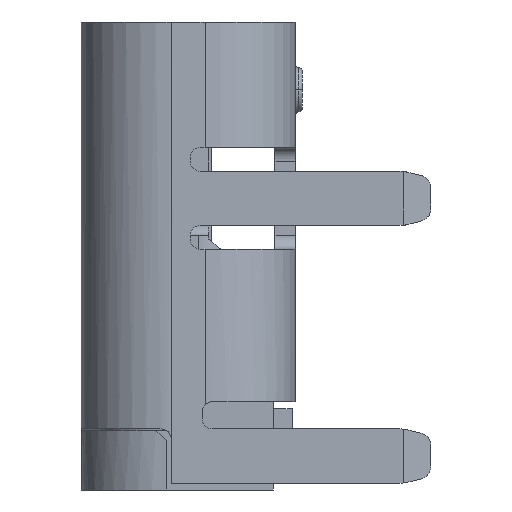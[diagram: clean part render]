
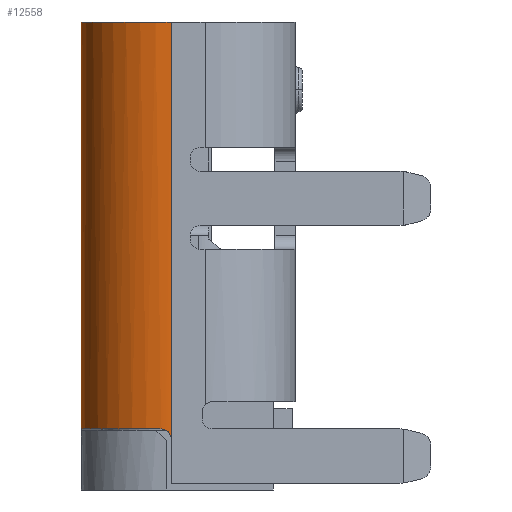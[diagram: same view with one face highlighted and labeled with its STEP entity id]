
A CAD part, left-side view. The second image highlights one B-rep face of the part: STEP entity #12558.
In plain terms, the highlighted cylindrical face has radius 1.33 mm (diameter 2.66 mm), a partial arc.
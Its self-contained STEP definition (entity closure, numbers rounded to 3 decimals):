
#230 = EDGE_CURVE ( 'NONE', #6876, #8715, #495, .T. ) ;
#309 = LINE ( 'NONE', #8393, #15873 ) ;
#460 = CARTESIAN_POINT ( 'NONE',  ( -3.21, 3.258, -2.572 ) ) ;
#495 = LINE ( 'NONE', #4469, #1920 ) ;
#670 = CARTESIAN_POINT ( 'NONE',  ( -3.14, 3.26, -2.689 ) ) ;
#877 = VERTEX_POINT ( 'NONE', #1720 ) ;
#982 = EDGE_CURVE ( 'NONE', #15732, #17699, #12671, .T. ) ;
#1305 = CIRCLE ( 'NONE', #1674, 1.33 ) ;
#1517 = DIRECTION ( 'NONE',  ( 0., 0., -1. ) ) ;
#1674 = AXIS2_PLACEMENT_3D ( 'NONE', #2668, #5573, #18779 ) ;
#1720 = CARTESIAN_POINT ( 'NONE',  ( -4.462, 2.08, -2.55 ) ) ;
#1914 = CARTESIAN_POINT ( 'NONE',  ( -3.148, 3.26, -2.65 ) ) ;
#1920 = VECTOR ( 'NONE', #1517, 1000. ) ;
#1935 = AXIS2_PLACEMENT_3D ( 'NONE', #6556, #6302, #11124 ) ;
#2014 = CARTESIAN_POINT ( 'NONE',  ( -4.463, 2.069, -2.55 ) ) ;
#2054 = CARTESIAN_POINT ( 'NONE',  ( -3.241, 3.256, -2.558 ) ) ;
#2140 = CARTESIAN_POINT ( 'NONE',  ( -4.469, 1.973, -2.593 ) ) ;
#2412 = DIRECTION ( 'NONE',  ( 0., 0., -1. ) ) ;
#2668 = CARTESIAN_POINT ( 'NONE',  ( -3.14, 1.93, -2.55 ) ) ;
#3519 = CARTESIAN_POINT ( 'NONE',  ( -4.462, 2.08, -2.55 ) ) ;
#4174 = ORIENTED_EDGE ( 'NONE', *, *, #982, .F. ) ;
#4469 = CARTESIAN_POINT ( 'NONE',  ( -4.47, 1.93, 3.45 ) ) ;
#4482 = DIRECTION ( 'NONE',  ( 0., 0., 1. ) ) ;
#4550 = DIRECTION ( 'NONE',  ( -1., 0., 0. ) ) ;
#5070 = EDGE_CURVE ( 'NONE', #14666, #6876, #14941, .T. ) ;
#5076 = CARTESIAN_POINT ( 'NONE',  ( -3.197, 3.259, -2.583 ) ) ;
#5100 = CARTESIAN_POINT ( 'NONE',  ( -4.467, 2.015, -2.564 ) ) ;
#5160 = CARTESIAN_POINT ( 'NONE',  ( -4.468, 2., -2.573 ) ) ;
#5335 = FACE_OUTER_BOUND ( 'NONE', #13529, .T. ) ;
#5573 = DIRECTION ( 'NONE',  ( 0., 0., 1. ) ) ;
#5803 = ORIENTED_EDGE ( 'NONE', *, *, #5070, .F. ) ;
#5804 = CYLINDRICAL_SURFACE ( 'NONE', #1935, 1.33 ) ;
#5997 = EDGE_CURVE ( 'NONE', #8715, #877, #7231, .T. ) ;
#6302 = DIRECTION ( 'NONE',  ( 0., 0., -1. ) ) ;
#6472 = CARTESIAN_POINT ( 'NONE',  ( -3.14, 3.26, 3.45 ) ) ;
#6491 = CARTESIAN_POINT ( 'NONE',  ( -3.29, 3.252, -2.55 ) ) ;
#6521 = CARTESIAN_POINT ( 'NONE',  ( -3.256, 3.255, -2.553 ) ) ;
#6556 = CARTESIAN_POINT ( 'NONE',  ( -3.14, 1.93, 3.45 ) ) ;
#6876 = VERTEX_POINT ( 'NONE', #12673 ) ;
#7231 = B_SPLINE_CURVE_WITH_KNOTS ( 'NONE', 3,
 ( #8198, #9732, #13955, #11117, #14194, #11057, #9589, #2140, #8186, #5160, #5100, #12715, #15636, #18445, #2014, #3519 ),
 .UNSPECIFIED., .F., .F.,
 ( 4, 3, 3, 3, 3, 4 ),
 ( 0., 0., 0., 0., 0., 0. ),
 .UNSPECIFIED. ) ;
#7437 = EDGE_CURVE ( 'NONE', #14666, #17699, #309, .T. ) ;
#7533 = CARTESIAN_POINT ( 'NONE',  ( -3.14, 3.26, -2.7 ) ) ;
#7587 = CARTESIAN_POINT ( 'NONE',  ( -4.47, 1.93, -2.7 ) ) ;
#8090 = CARTESIAN_POINT ( 'NONE',  ( -3.183, 3.259, -2.593 ) ) ;
#8160 = CARTESIAN_POINT ( 'NONE',  ( -3.273, 3.253, -2.55 ) ) ;
#8186 = CARTESIAN_POINT ( 'NONE',  ( -4.469, 1.986, -2.582 ) ) ;
#8198 = CARTESIAN_POINT ( 'NONE',  ( -4.47, 1.93, -2.7 ) ) ;
#8393 = CARTESIAN_POINT ( 'NONE',  ( -3.14, 3.26, 3.45 ) ) ;
#8715 = VERTEX_POINT ( 'NONE', #7587 ) ;
#9589 = CARTESIAN_POINT ( 'NONE',  ( -4.47, 1.963, -2.606 ) ) ;
#9686 = CARTESIAN_POINT ( 'NONE',  ( -3.141, 3.26, -2.677 ) ) ;
#9732 = CARTESIAN_POINT ( 'NONE',  ( -4.47, 1.93, -2.683 ) ) ;
#10635 = CARTESIAN_POINT ( 'NONE',  ( -3.14, 1.93, 3.45 ) ) ;
#11057 = CARTESIAN_POINT ( 'NONE',  ( -4.47, 1.952, -2.619 ) ) ;
#11117 = CARTESIAN_POINT ( 'NONE',  ( -4.47, 1.938, -2.65 ) ) ;
#11124 = DIRECTION ( 'NONE',  ( 1., 0., 0. ) ) ;
#11222 = CARTESIAN_POINT ( 'NONE',  ( -3.14, 3.26, -2.7 ) ) ;
#12164 = ORIENTED_EDGE ( 'NONE', *, *, #5997, .F. ) ;
#12558 = ADVANCED_FACE ( 'NONE', ( #5335 ), #5804, .T. ) ;
#12612 = CARTESIAN_POINT ( 'NONE',  ( -3.225, 3.257, -2.564 ) ) ;
#12622 = EDGE_CURVE ( 'NONE', #15732, #877, #1305, .T. ) ;
#12671 = B_SPLINE_CURVE_WITH_KNOTS ( 'NONE', 3,
 ( #15680, #8160, #6521, #2054, #12612, #460, #5076, #8090, #16914, #18672, #17037, #1914, #15608, #9686, #670, #11222 ),
 .UNSPECIFIED., .F., .F.,
 ( 4, 3, 3, 3, 3, 4 ),
 ( 0., 0., 0., 0., 0., 0. ),
 .UNSPECIFIED. ) ;
#12673 = CARTESIAN_POINT ( 'NONE',  ( -4.47, 1.93, 3.45 ) ) ;
#12715 = CARTESIAN_POINT ( 'NONE',  ( -4.466, 2.03, -2.557 ) ) ;
#13275 = AXIS2_PLACEMENT_3D ( 'NONE', #10635, #4482, #4550 ) ;
#13529 = EDGE_LOOP ( 'NONE', ( #17712, #12164, #14309, #5803, #14653, #4174 ) ) ;
#13955 = CARTESIAN_POINT ( 'NONE',  ( -4.47, 1.933, -2.666 ) ) ;
#14194 = CARTESIAN_POINT ( 'NONE',  ( -4.47, 1.944, -2.635 ) ) ;
#14309 = ORIENTED_EDGE ( 'NONE', *, *, #230, .F. ) ;
#14653 = ORIENTED_EDGE ( 'NONE', *, *, #7437, .T. ) ;
#14666 = VERTEX_POINT ( 'NONE', #6472 ) ;
#14941 = CIRCLE ( 'NONE', #13275, 1.33 ) ;
#15608 = CARTESIAN_POINT ( 'NONE',  ( -3.144, 3.26, -2.666 ) ) ;
#15636 = CARTESIAN_POINT ( 'NONE',  ( -4.465, 2.047, -2.554 ) ) ;
#15680 = CARTESIAN_POINT ( 'NONE',  ( -3.29, 3.252, -2.55 ) ) ;
#15732 = VERTEX_POINT ( 'NONE', #6491 ) ;
#15873 = VECTOR ( 'NONE', #2412, 1000. ) ;
#16914 = CARTESIAN_POINT ( 'NONE',  ( -3.172, 3.26, -2.606 ) ) ;
#17037 = CARTESIAN_POINT ( 'NONE',  ( -3.154, 3.26, -2.634 ) ) ;
#17699 = VERTEX_POINT ( 'NONE', #7533 ) ;
#17712 = ORIENTED_EDGE ( 'NONE', *, *, #12622, .T. ) ;
#18445 = CARTESIAN_POINT ( 'NONE',  ( -4.464, 2.058, -2.551 ) ) ;
#18672 = CARTESIAN_POINT ( 'NONE',  ( -3.163, 3.26, -2.62 ) ) ;
#18779 = DIRECTION ( 'NONE',  ( 0., -1., 0. ) ) ;
